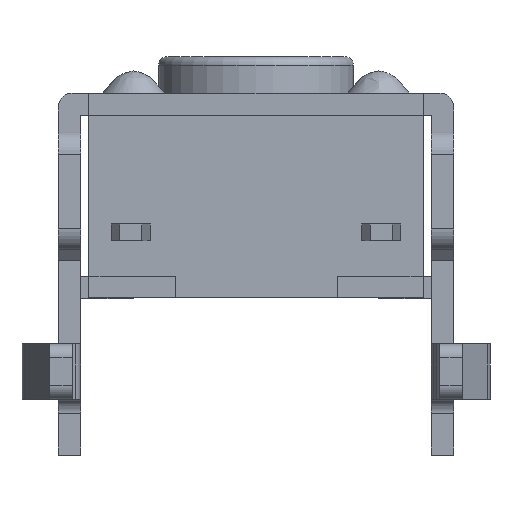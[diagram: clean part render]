
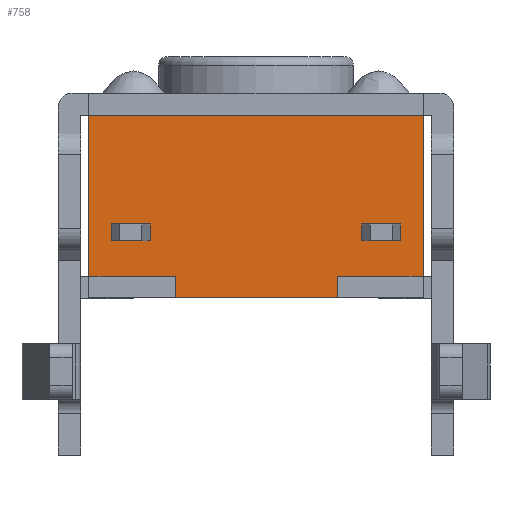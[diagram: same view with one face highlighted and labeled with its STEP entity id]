
A CAD part, left-side view. The second image highlights one B-rep face of the part: STEP entity #758.
In plain terms, the highlighted planar face has unit normal (-1, 0, 0).
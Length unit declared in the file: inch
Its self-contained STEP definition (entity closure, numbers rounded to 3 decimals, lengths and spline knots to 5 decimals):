
#234=CARTESIAN_POINT('',(-0.11811,-0.11811,0.11378));
#235=VERTEX_POINT('',#234);
#242=CARTESIAN_POINT('',(-0.11811,-0.11811,0.0));
#243=VERTEX_POINT('',#242);
#244=CARTESIAN_POINT('',(-0.11811,-0.11811,0.0));
#245=DIRECTION('',(0.0,0.0,1.0));
#246=VECTOR('',#245,0.11378);
#247=LINE('',#244,#246);
#248=EDGE_CURVE('',#243,#235,#247,.T.);
#588=CARTESIAN_POINT('',(-0.11811,0.11811,0.0));
#589=VERTEX_POINT('',#588);
#596=CARTESIAN_POINT('',(-0.11811,0.11811,0.11378));
#597=VERTEX_POINT('',#596);
#598=CARTESIAN_POINT('',(-0.11811,0.11811,0.0));
#599=DIRECTION('',(0.0,0.0,1.0));
#600=VECTOR('',#599,0.11378);
#601=LINE('',#598,#600);
#602=EDGE_CURVE('',#589,#597,#601,.T.);
#637=CARTESIAN_POINT('',(-0.11811,-0.12992,-0.0214));
#638=DIRECTION('',(-1.0,0.0,0.0));
#639=DIRECTION('',(0.0,0.0,1.0));
#640=AXIS2_PLACEMENT_3D('',#637,#638,#639);
#641=PLANE('',#640);
#642=CARTESIAN_POINT('',(-0.11811,-0.11811,0.11378));
#643=DIRECTION('',(0.0,1.0,0.0));
#644=VECTOR('',#643,0.23622);
#645=LINE('',#642,#644);
#646=EDGE_CURVE('',#235,#597,#645,.T.);
#647=ORIENTED_EDGE('',*,*,#646,.T.);
#648=ORIENTED_EDGE('',*,*,#602,.F.);
#649=CARTESIAN_POINT('',(-0.11811,0.05669,0.0));
#650=VERTEX_POINT('',#649);
#651=CARTESIAN_POINT('',(-0.11811,0.11811,0.0));
#652=DIRECTION('',(0.0,-1.0,0.0));
#653=VECTOR('',#652,0.06142);
#654=LINE('',#651,#653);
#655=EDGE_CURVE('',#589,#650,#654,.T.);
#656=ORIENTED_EDGE('',*,*,#655,.T.);
#657=CARTESIAN_POINT('',(-0.11811,0.05669,-0.01496));
#658=VERTEX_POINT('',#657);
#659=CARTESIAN_POINT('',(-0.11811,0.05669,0.0));
#660=DIRECTION('',(0.0,0.0,-1.0));
#661=VECTOR('',#660,0.01496);
#662=LINE('',#659,#661);
#663=EDGE_CURVE('',#650,#658,#662,.T.);
#664=ORIENTED_EDGE('',*,*,#663,.T.);
#665=CARTESIAN_POINT('',(-0.11811,-0.05748,-0.01496));
#666=VERTEX_POINT('',#665);
#667=CARTESIAN_POINT('',(-0.11811,0.05669,-0.01496));
#668=DIRECTION('',(0.0,-1.0,0.0));
#669=VECTOR('',#668,0.11417);
#670=LINE('',#667,#669);
#671=EDGE_CURVE('',#658,#666,#670,.T.);
#672=ORIENTED_EDGE('',*,*,#671,.T.);
#673=CARTESIAN_POINT('',(-0.11811,-0.05748,0.0));
#674=VERTEX_POINT('',#673);
#675=CARTESIAN_POINT('',(-0.11811,-0.05748,0.0));
#676=DIRECTION('',(0.0,0.0,-1.0));
#677=VECTOR('',#676,0.01496);
#678=LINE('',#675,#677);
#679=EDGE_CURVE('',#674,#666,#678,.T.);
#680=ORIENTED_EDGE('',*,*,#679,.F.);
#681=CARTESIAN_POINT('',(-0.11811,-0.05748,0.0));
#682=DIRECTION('',(0.0,-1.0,0.0));
#683=VECTOR('',#682,0.06063);
#684=LINE('',#681,#683);
#685=EDGE_CURVE('',#674,#243,#684,.T.);
#686=ORIENTED_EDGE('',*,*,#685,.T.);
#687=ORIENTED_EDGE('',*,*,#248,.T.);
#688=EDGE_LOOP('',(#647,#648,#656,#664,#672,#680,#686,#687));
#689=FACE_OUTER_BOUND('',#688,.T.);
#690=CARTESIAN_POINT('',(-0.11811,0.10236,0.03701));
#691=VERTEX_POINT('',#690);
#692=CARTESIAN_POINT('',(-0.11811,0.0748,0.03701));
#693=VERTEX_POINT('',#692);
#694=CARTESIAN_POINT('',(-0.11811,0.10236,0.03701));
#695=DIRECTION('',(0.0,-1.0,0.0));
#696=VECTOR('',#695,0.02756);
#697=LINE('',#694,#696);
#698=EDGE_CURVE('',#691,#693,#697,.T.);
#699=ORIENTED_EDGE('',*,*,#698,.T.);
#700=CARTESIAN_POINT('',(-0.11811,0.0748,0.0252));
#701=VERTEX_POINT('',#700);
#702=CARTESIAN_POINT('',(-0.11811,0.0748,0.03701));
#703=DIRECTION('',(0.0,0.0,-1.0));
#704=VECTOR('',#703,0.01181);
#705=LINE('',#702,#704);
#706=EDGE_CURVE('',#693,#701,#705,.T.);
#707=ORIENTED_EDGE('',*,*,#706,.T.);
#708=CARTESIAN_POINT('',(-0.11811,0.10236,0.0252));
#709=VERTEX_POINT('',#708);
#710=CARTESIAN_POINT('',(-0.11811,0.0748,0.0252));
#711=DIRECTION('',(0.0,1.0,0.0));
#712=VECTOR('',#711,0.02756);
#713=LINE('',#710,#712);
#714=EDGE_CURVE('',#701,#709,#713,.T.);
#715=ORIENTED_EDGE('',*,*,#714,.T.);
#716=CARTESIAN_POINT('',(-0.11811,0.10236,0.0252));
#717=DIRECTION('',(0.0,0.0,1.0));
#718=VECTOR('',#717,0.01181);
#719=LINE('',#716,#718);
#720=EDGE_CURVE('',#709,#691,#719,.T.);
#721=ORIENTED_EDGE('',*,*,#720,.T.);
#722=EDGE_LOOP('',(#699,#707,#715,#721));
#723=FACE_BOUND('',#722,.T.);
#724=CARTESIAN_POINT('',(-0.11811,-0.0748,0.03701));
#725=VERTEX_POINT('',#724);
#726=CARTESIAN_POINT('',(-0.11811,-0.10236,0.03701));
#727=VERTEX_POINT('',#726);
#728=CARTESIAN_POINT('',(-0.11811,-0.0748,0.03701));
#729=DIRECTION('',(0.0,-1.0,0.0));
#730=VECTOR('',#729,0.02756);
#731=LINE('',#728,#730);
#732=EDGE_CURVE('',#725,#727,#731,.T.);
#733=ORIENTED_EDGE('',*,*,#732,.T.);
#734=CARTESIAN_POINT('',(-0.11811,-0.10236,0.0252));
#735=VERTEX_POINT('',#734);
#736=CARTESIAN_POINT('',(-0.11811,-0.10236,0.03701));
#737=DIRECTION('',(0.0,0.0,-1.0));
#738=VECTOR('',#737,0.01181);
#739=LINE('',#736,#738);
#740=EDGE_CURVE('',#727,#735,#739,.T.);
#741=ORIENTED_EDGE('',*,*,#740,.T.);
#742=CARTESIAN_POINT('',(-0.11811,-0.0748,0.0252));
#743=VERTEX_POINT('',#742);
#744=CARTESIAN_POINT('',(-0.11811,-0.10236,0.0252));
#745=DIRECTION('',(0.0,1.0,0.0));
#746=VECTOR('',#745,0.02756);
#747=LINE('',#744,#746);
#748=EDGE_CURVE('',#735,#743,#747,.T.);
#749=ORIENTED_EDGE('',*,*,#748,.T.);
#750=CARTESIAN_POINT('',(-0.11811,-0.0748,0.0252));
#751=DIRECTION('',(0.0,0.0,1.0));
#752=VECTOR('',#751,0.01181);
#753=LINE('',#750,#752);
#754=EDGE_CURVE('',#743,#725,#753,.T.);
#755=ORIENTED_EDGE('',*,*,#754,.T.);
#756=EDGE_LOOP('',(#733,#741,#749,#755));
#757=FACE_BOUND('',#756,.T.);
#758=ADVANCED_FACE('',(#689,#723,#757),#641,.T.);
